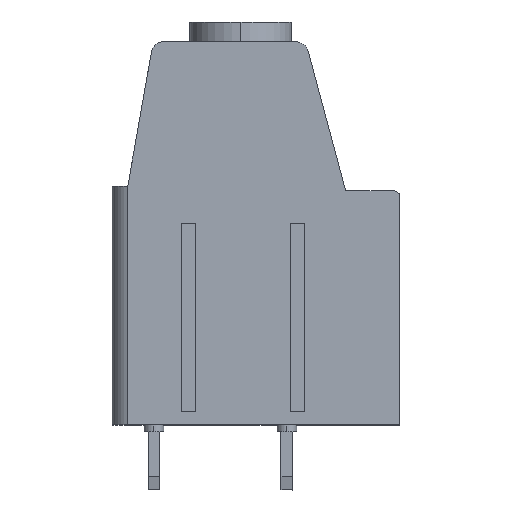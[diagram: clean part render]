
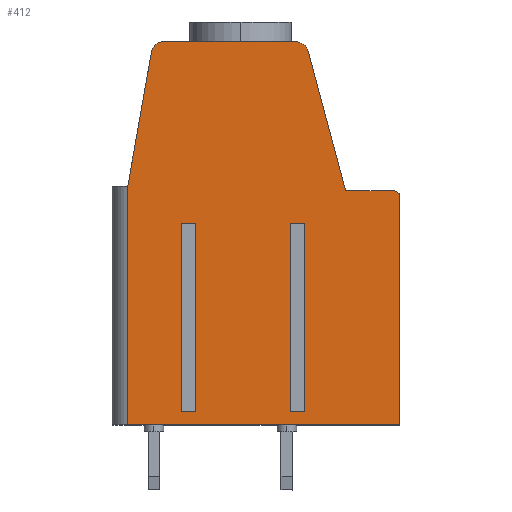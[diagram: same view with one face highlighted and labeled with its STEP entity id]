
A CAD part, top view. The second image highlights one B-rep face of the part: STEP entity #412.
In plain terms, the highlighted planar face has unit normal (0, 0, 1).
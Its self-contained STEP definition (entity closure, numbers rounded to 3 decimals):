
#412=ADVANCED_FACE('',(#1012,#1013,#1014),#1015,.T.);
#1012=FACE_OUTER_BOUND('',#1813,.T.);
#1013=FACE_BOUND('',#1814,.T.);
#1014=FACE_BOUND('',#1815,.T.);
#1015=PLANE('',#1816);
#1813=EDGE_LOOP('',(#2970,#2971,#2972,#2973,#2974,#2975,#2976,#2977,#2978,#2979));
#1814=EDGE_LOOP('',(#2980,#2981,#2982,#2983));
#1815=EDGE_LOOP('',(#2984,#2985,#2986,#2987));
#1816=AXIS2_PLACEMENT_3D('',#2988,#2989,#2990);
#2970=ORIENTED_EDGE('',*,*,#5083,.F.);
#2971=ORIENTED_EDGE('',*,*,#5084,.T.);
#2972=ORIENTED_EDGE('',*,*,#4976,.T.);
#2973=ORIENTED_EDGE('',*,*,#5069,.F.);
#2974=ORIENTED_EDGE('',*,*,#4854,.F.);
#2975=ORIENTED_EDGE('',*,*,#4865,.T.);
#2976=ORIENTED_EDGE('',*,*,#5085,.T.);
#2977=ORIENTED_EDGE('',*,*,#4971,.F.);
#2978=ORIENTED_EDGE('',*,*,#4945,.T.);
#2979=ORIENTED_EDGE('',*,*,#5080,.T.);
#2980=ORIENTED_EDGE('',*,*,#5086,.T.);
#2981=ORIENTED_EDGE('',*,*,#4932,.F.);
#2982=ORIENTED_EDGE('',*,*,#5087,.T.);
#2983=ORIENTED_EDGE('',*,*,#5088,.T.);
#2984=ORIENTED_EDGE('',*,*,#5072,.T.);
#2985=ORIENTED_EDGE('',*,*,#5006,.F.);
#2986=ORIENTED_EDGE('',*,*,#4947,.T.);
#2987=ORIENTED_EDGE('',*,*,#4993,.T.);
#2988=CARTESIAN_POINT('',(16.192,-14.55,7.892));
#2989=DIRECTION('',(0.,0.,1.0));
#2990=DIRECTION('',(0.,1.0,0.));
#4854=EDGE_CURVE('',#5831,#5833,#5834,.T.);
#4865=EDGE_CURVE('',#5831,#5851,#5853,.T.);
#4932=EDGE_CURVE('',#5966,#5968,#5969,.T.);
#4945=EDGE_CURVE('',#5984,#5989,#5991,.T.);
#4947=EDGE_CURVE('',#5993,#5994,#5995,.T.);
#4971=EDGE_CURVE('',#5984,#6028,#6032,.T.);
#4976=EDGE_CURVE('',#6035,#6039,#6041,.T.);
#4993=EDGE_CURVE('',#5994,#6066,#6068,.T.);
#5006=EDGE_CURVE('',#5993,#6084,#6085,.T.);
#5069=EDGE_CURVE('',#5833,#6039,#6171,.T.);
#5072=EDGE_CURVE('',#6066,#6084,#6174,.T.);
#5080=EDGE_CURVE('',#5989,#6183,#6185,.T.);
#5083=EDGE_CURVE('',#6188,#6183,#6189,.T.);
#5084=EDGE_CURVE('',#6188,#6035,#6190,.T.);
#5085=EDGE_CURVE('',#5851,#6028,#6191,.T.);
#5086=EDGE_CURVE('',#6192,#5968,#6193,.T.);
#5087=EDGE_CURVE('',#5966,#6194,#6195,.T.);
#5088=EDGE_CURVE('',#6194,#6192,#6196,.T.);
#5831=VERTEX_POINT('',#7233);
#5833=VERTEX_POINT('',#7236);
#5834=LINE('',#7237,#7238);
#5851=VERTEX_POINT('',#7285);
#5853=CIRCLE('',#7288,1.);
#5966=VERTEX_POINT('',#7513);
#5968=VERTEX_POINT('',#7516);
#5969=LINE('',#7517,#7518);
#5984=VERTEX_POINT('',#7539);
#5989=VERTEX_POINT('',#7563);
#5991=LINE('',#7566,#7567);
#5993=VERTEX_POINT('',#7569);
#5994=VERTEX_POINT('',#7570);
#5995=LINE('',#7571,#7572);
#6028=VERTEX_POINT('',#7615);
#6032=CIRCLE('',#7695,1.0);
#6035=VERTEX_POINT('',#7698);
#6039=VERTEX_POINT('',#7703);
#6041=CIRCLE('',#7706,0.5);
#6066=VERTEX_POINT('',#7739);
#6068=LINE('',#7742,#7743);
#6084=VERTEX_POINT('',#7766);
#6085=LINE('',#7767,#7768);
#6171=LINE('',#7916,#7917);
#6174=LINE('',#7921,#7922);
#6183=VERTEX_POINT('',#7932);
#6185=LINE('',#7935,#7936);
#6188=VERTEX_POINT('',#7940);
#6189=LINE('',#7941,#7942);
#6190=LINE('',#7943,#7944);
#6191=LINE('',#7945,#7946);
#6192=VERTEX_POINT('',#7947);
#6193=LINE('',#7948,#7949);
#6194=VERTEX_POINT('',#7950);
#6195=LINE('',#7951,#7952);
#6196=LINE('',#7953,#7954);
#7233=CARTESIAN_POINT('',(12.836,14.009,7.892));
#7236=CARTESIAN_POINT('',(15.692,3.35,7.892));
#7237=CARTESIAN_POINT('',(16.589,0.,7.892));
#7238=VECTOR('',#9879,1.0);
#7285=CARTESIAN_POINT('',(11.87,14.75,7.892));
#7288=AXIS2_PLACEMENT_3D('',#9887,#9888,#9889);
#7513=CARTESIAN_POINT('',(4.002,0.85,7.892));
#7516=CARTESIAN_POINT('',(3.381,0.85,7.892));
#7517=CARTESIAN_POINT('',(-10.658,0.85,7.892));
#7518=VECTOR('',#9961,1.0);
#7539=CARTESIAN_POINT('',(0.845,13.924,7.892));
#7563=CARTESIAN_POINT('',(-0.958,3.7,7.892));
#7566=CARTESIAN_POINT('',(-1.611,0.,7.892));
#7567=VECTOR('',#9973,1.0);
#7569=CARTESIAN_POINT('',(12.302,0.85,7.892));
#7570=CARTESIAN_POINT('',(12.302,-13.55,7.892));
#7571=CARTESIAN_POINT('',(12.302,0.,7.892));
#7572=VECTOR('',#9974,1.0);
#7615=CARTESIAN_POINT('',(1.829,14.75,7.892));
#7695=AXIS2_PLACEMENT_3D('',#10004,#10005,#10006);
#7698=CARTESIAN_POINT('',(19.842,2.85,7.892));
#7703=CARTESIAN_POINT('',(19.342,3.35,7.892));
#7706=AXIS2_PLACEMENT_3D('',#10012,#10013,#10014);
#7739=CARTESIAN_POINT('',(11.681,-13.55,7.892));
#7742=CARTESIAN_POINT('',(-10.658,-13.55,7.892));
#7743=VECTOR('',#10036,1.0);
#7766=CARTESIAN_POINT('',(11.681,0.85,7.892));
#7767=CARTESIAN_POINT('',(-10.658,0.85,7.892));
#7768=VECTOR('',#10047,1.0);
#7916=CARTESIAN_POINT('',(-10.658,3.35,7.892));
#7917=VECTOR('',#10113,1.0);
#7921=CARTESIAN_POINT('',(11.681,0.,7.892));
#7922=VECTOR('',#10115,1.0);
#7932=CARTESIAN_POINT('',(-0.958,-14.55,7.892));
#7935=CARTESIAN_POINT('',(-0.958,0.,7.892));
#7936=VECTOR('',#10124,1.0);
#7940=CARTESIAN_POINT('',(19.842,-14.55,7.892));
#7941=CARTESIAN_POINT('',(-10.658,-14.55,7.892));
#7942=VECTOR('',#10126,1.0);
#7943=CARTESIAN_POINT('',(19.842,0.,7.892));
#7944=VECTOR('',#10127,1.0);
#7945=CARTESIAN_POINT('',(-10.658,14.75,7.892));
#7946=VECTOR('',#10128,1.0);
#7947=CARTESIAN_POINT('',(3.381,-13.55,7.892));
#7948=CARTESIAN_POINT('',(3.381,0.,7.892));
#7949=VECTOR('',#10129,1.0);
#7950=CARTESIAN_POINT('',(4.002,-13.55,7.892));
#7951=CARTESIAN_POINT('',(4.002,0.,7.892));
#7952=VECTOR('',#10130,1.0);
#7953=CARTESIAN_POINT('',(-10.658,-13.55,7.892));
#7954=VECTOR('',#10131,1.0);
#9879=DIRECTION('',(0.259,-0.966,0.));
#9887=CARTESIAN_POINT('',(11.87,13.75,7.892));
#9888=DIRECTION('',(0.,0.,1.0));
#9889=DIRECTION('',(0.,-1.0,0.));
#9961=DIRECTION('',(-1.0,0.,0.));
#9973=DIRECTION('',(-0.174,-0.985,0.));
#9974=DIRECTION('',(0.,-1.0,0.));
#10004=CARTESIAN_POINT('',(1.829,13.75,7.892));
#10005=DIRECTION('',(0.,0.,-1.0));
#10006=DIRECTION('',(0.,1.0,0.));
#10012=CARTESIAN_POINT('',(19.342,2.85,7.892));
#10013=DIRECTION('',(0.,0.,1.0));
#10014=DIRECTION('',(0.,-1.0,0.));
#10036=DIRECTION('',(-1.0,0.,0.));
#10047=DIRECTION('',(-1.0,0.,0.));
#10113=DIRECTION('',(1.0,0.,0.));
#10115=DIRECTION('',(0.,1.0,0.));
#10124=DIRECTION('',(0.,-1.0,0.));
#10126=DIRECTION('',(-1.0,0.,0.));
#10127=DIRECTION('',(0.,1.0,0.));
#10128=DIRECTION('',(-1.0,0.0,0.));
#10129=DIRECTION('',(0.,1.0,0.));
#10130=DIRECTION('',(0.,-1.0,0.));
#10131=DIRECTION('',(-1.0,0.,0.));
